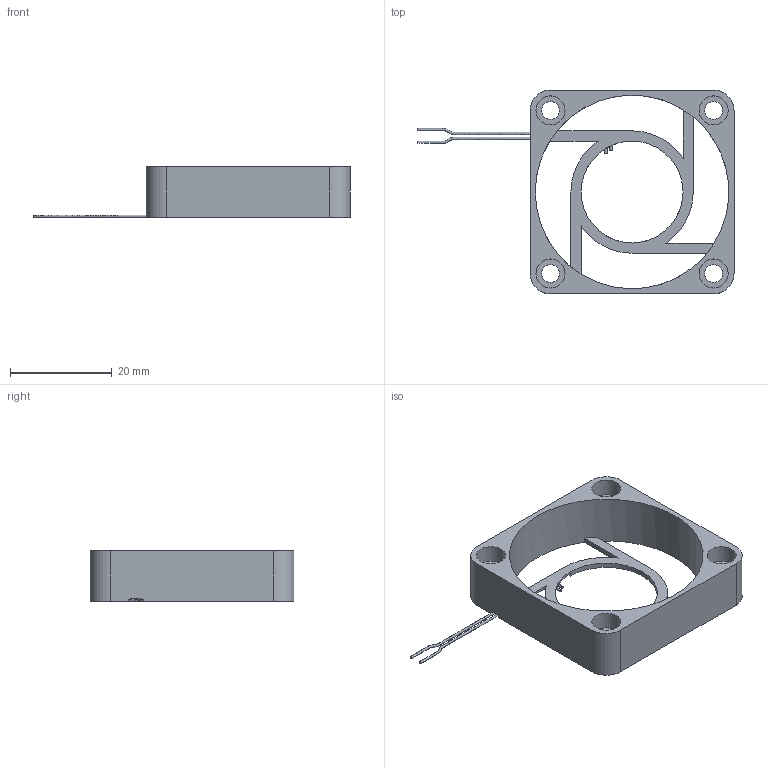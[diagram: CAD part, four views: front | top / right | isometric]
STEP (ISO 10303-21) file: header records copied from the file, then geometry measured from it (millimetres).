
FILE_DESCRIPTION(/* description */ (''),/* implementation_level */ '2;1');
FILE_NAME(/* name */ 'fan_40x40x10_case.stp',/* time_stamp */ '2017-09-11T07:56:15+02:00',/* author */ (''),/* organization */ (''),/* preprocessor_version */ 'ST-DEVELOPER v16',/* originating_system */ 'SIEMENS PLM Software NX 11.0',/* authorisation */ '');
FILE_SCHEMA (('AUTOMOTIVE_DESIGN { 1 0 10303 214 3 1 1 1 }'));
Length unit declared in the file: millimetre
Products named in the file (1): fan_40x40x10_case
Bounding box: 62 x 40 x 10 mm (x, y, z)
Volume: 4130.2 mm3; surface area: 4842 mm2
Topology: 3 solids, 3 shells, 50 faces, 136 edges, 90 vertices
Faces by surface type: plane 28, cylinder 18, extrusion 2, bspline 2
Full cylindrical faces by diameter (mm): 3.5 x4, 5.7 x4, 20 x1, 38 x1
Entity records: 2441 total; most frequent: CARTESIAN_POINT 1177, DIRECTION 250, ORIENTED_EDGE 232, EDGE_CURVE 116, AXIS2_PLACEMENT_3D 91, VERTEX_POINT 84, EDGE_LOOP 80, VECTOR 68
